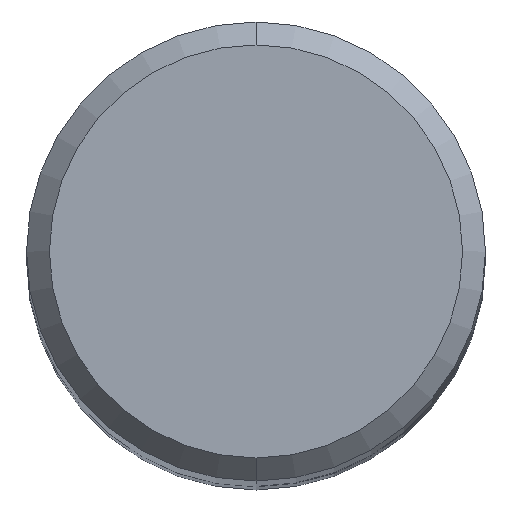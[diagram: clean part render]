
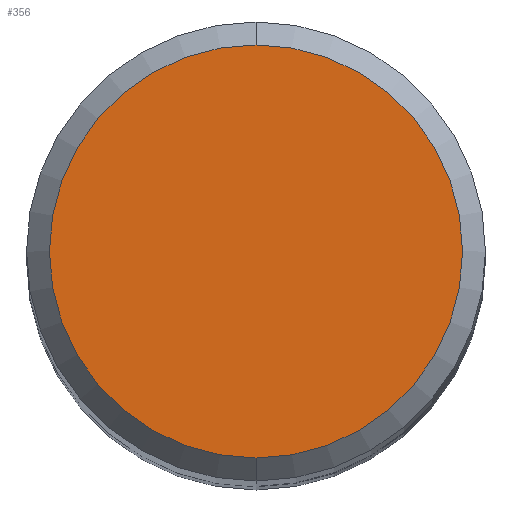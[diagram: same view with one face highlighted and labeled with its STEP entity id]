
A CAD part, top view. The second image highlights one B-rep face of the part: STEP entity #356.
In plain terms, the highlighted planar face has unit normal (0, 0, 1).
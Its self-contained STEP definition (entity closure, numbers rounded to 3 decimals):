
#168=EDGE_CURVE('',#242,#198,#445,.T.);
#198=VERTEX_POINT('',#477);
#242=VERTEX_POINT('',#525);
#348=EDGE_CURVE('',#198,#242,#643,.T.);
#356=ADVANCED_FACE('',(#652),#653,.T.);
#445=CIRCLE('',#747,3.6);
#477=CARTESIAN_POINT('',(0.,-3.6,0.0));
#525=CARTESIAN_POINT('',(0.0,3.6,0.0));
#643=CIRCLE('',#1107,3.6);
#652=FACE_OUTER_BOUND('',#1131,.T.);
#653=PLANE('',#1132);
#747=AXIS2_PLACEMENT_3D('',#1337,#1338,#1339);
#1107=AXIS2_PLACEMENT_3D('',#1543,#1544,#1545);
#1131=EDGE_LOOP('',(#1559,#1560));
#1132=AXIS2_PLACEMENT_3D('',#1561,#1562,#1563);
#1337=CARTESIAN_POINT('',(0.0,0.0,0.0));
#1338=DIRECTION('',(0.0,0.0,-1.0));
#1339=DIRECTION('',(0.0,1.0,0.0));
#1543=CARTESIAN_POINT('',(0.0,0.0,0.0));
#1544=DIRECTION('',(0.0,0.0,-1.0));
#1545=DIRECTION('',(0.0,1.0,0.0));
#1559=ORIENTED_EDGE('',*,*,#168,.F.);
#1560=ORIENTED_EDGE('',*,*,#348,.F.);
#1561=CARTESIAN_POINT('',(0.0,1.8,0.0));
#1562=DIRECTION('',(-0.0,0.0,1.0));
#1563=DIRECTION('',(0.0,-1.0,0.0));
